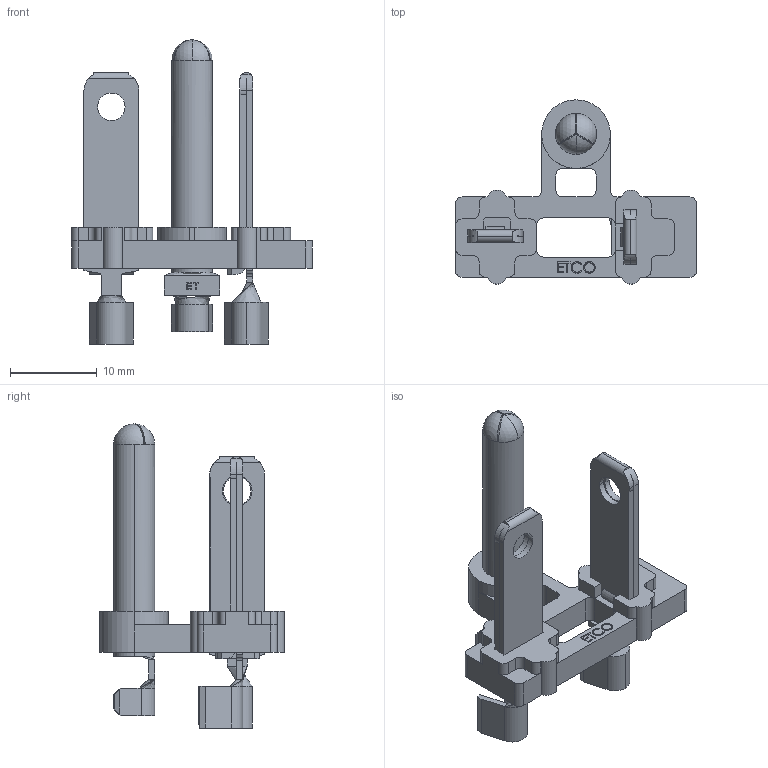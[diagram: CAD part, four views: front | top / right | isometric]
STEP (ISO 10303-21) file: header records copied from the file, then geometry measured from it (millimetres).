
FILE_DESCRIPTION (( 'STEP AP203' ), '1' );
FILE_NAME ('37023.STEP', '2019-12-04T15:39:59', ( 'tempuser' ), ( 'Microsoft' ), 'SwSTEP 2.0', 'SolidWorks 2019', '' );
FILE_SCHEMA (( 'CONFIG_CONTROL_DESIGN' ));
Length unit declared in the file: inch
Products named in the file (5): PPBF8; PN187H5; PPBF8TWISTEDLEFT; 37023; BHBP02
Assembly tree (4 placements, depth 2):
  37023
    BHBP02
    PPBF8
    PN187H5
    PPBF8TWISTEDLEFT
Bounding box: 27.81 x 21.27 x 35.11 mm (x, y, z)
Volume: 1735.8 mm3; surface area: 3705.6 mm2
Topology: 4 solids, 4 shells, 673 faces, 1785 edges, 1134 vertices
Faces by surface type: plane 445, cylinder 126, bspline 52, cone 40, sphere 8, torus 2
Entity records: 23469 total; most frequent: CARTESIAN_POINT 6454, ORIENTED_EDGE 3562, DIRECTION 3215, EDGE_CURVE 1781, LINE 1335, VECTOR 1335, VERTEX_POINT 1134, AXIS2_PLACEMENT_3D 940
